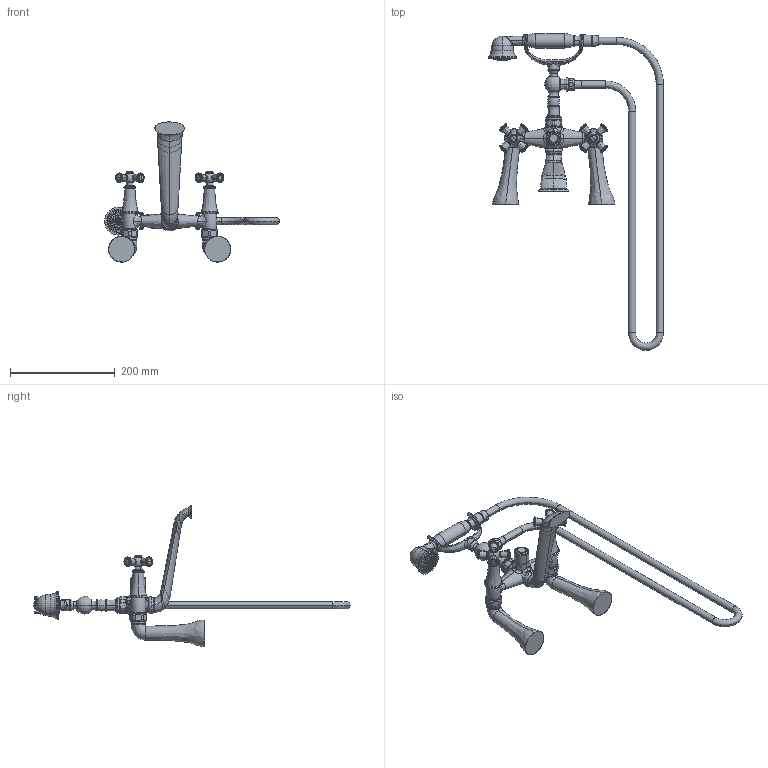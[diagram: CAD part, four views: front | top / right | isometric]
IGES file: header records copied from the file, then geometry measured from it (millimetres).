
Start section:  PTC IGES file: 2400-4272.igs
Global section: file name: 2400-4272.igs; native system: Creo Parametric by PTC Inc.; preprocessor: 2018400; author: jinson.thomas; organization: Unknown; date: 20210115.120106; units: inch
Bounding box: 334.8 x 606.04 x 268.56 mm (x, y, z)
Volume: 1021452 mm3; surface area: 196773.9 mm2
Topology: 1 solids, 1 shells, 948 faces, 2141 edges, 1277 vertices
Faces by surface type: revolution 656, bspline 288, extrusion 4
